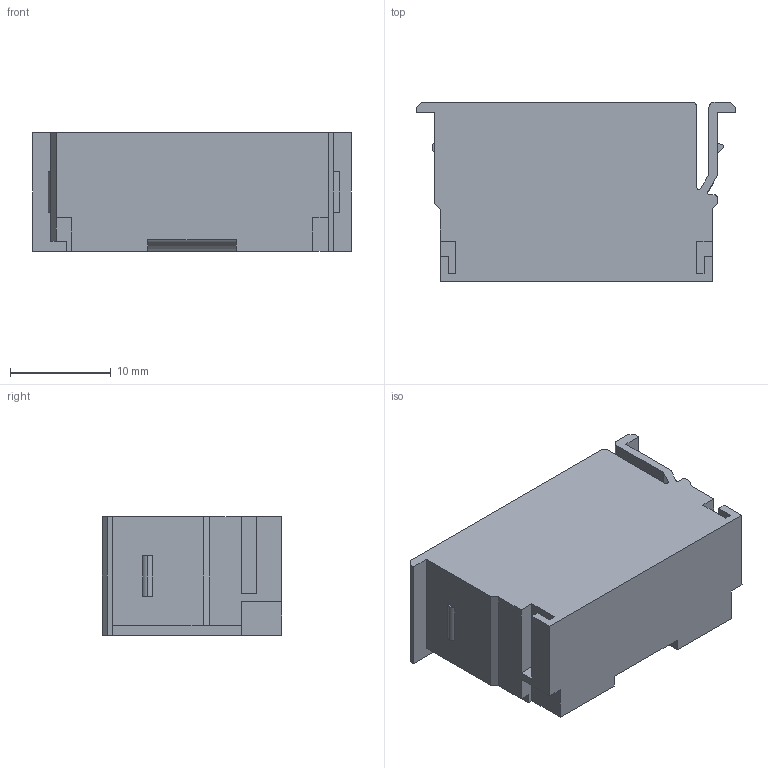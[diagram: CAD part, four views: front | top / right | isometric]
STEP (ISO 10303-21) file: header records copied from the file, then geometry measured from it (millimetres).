
FILE_DESCRIPTION (( 'STEP AP203' ), '1' );
FILE_NAME ('VRB-D73.step', '2020-08-11T10:21:14', ( '' ), ( '' ), 'SwSTEP 2.0', 'SolidWorks 2019', '' );
FILE_SCHEMA (( 'CONFIG_CONTROL_DESIGN' ));
Length unit declared in the file: inch
Products named in the file (1): VRB-D73
Bounding box: 31.59 x 17.8 x 11.8 mm (x, y, z)
Volume: 5577.5 mm3; surface area: 2420.9 mm2
Topology: 1 solids, 1 shells, 63 faces, 177 edges, 118 vertices
Faces by surface type: plane 53, cylinder 10
Entity records: 2090 total; most frequent: CARTESIAN_POINT 359, ORIENTED_EDGE 354, DIRECTION 325, EDGE_CURVE 177, LINE 157, VECTOR 157, VERTEX_POINT 118, AXIS2_PLACEMENT_3D 84
